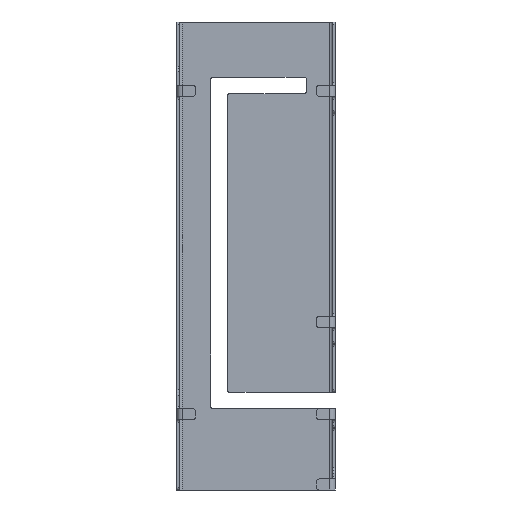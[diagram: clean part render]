
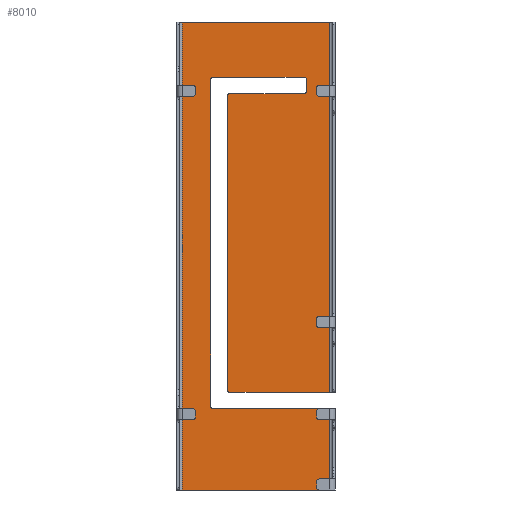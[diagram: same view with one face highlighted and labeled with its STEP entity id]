
A CAD part, front view. The second image highlights one B-rep face of the part: STEP entity #8010.
In plain terms, the highlighted planar face has unit normal (0, -1, 0).
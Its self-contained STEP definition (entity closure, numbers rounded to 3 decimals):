
#29 = EDGE_CURVE ( 'NONE', #12816, #2679, #7882, .T. ) ;
#56 = EDGE_CURVE ( 'NONE', #634, #7333, #14293, .T. ) ;
#71 = VERTEX_POINT ( 'NONE', #9174 ) ;
#284 = ORIENTED_EDGE ( 'NONE', *, *, #14227, .F. ) ;
#319 = LINE ( 'NONE', #2839, #1627 ) ;
#500 = DIRECTION ( 'NONE',  ( 1., 0., 0. ) ) ;
#580 = EDGE_CURVE ( 'NONE', #14965, #6984, #8556, .T. ) ;
#628 = CIRCLE ( 'NONE', #2282, 0.2 ) ;
#634 = VERTEX_POINT ( 'NONE', #12298 ) ;
#1028 = EDGE_CURVE ( 'NONE', #11995, #9808, #4821, .T. ) ;
#1033 = DIRECTION ( 'NONE',  ( 0., 0., 1. ) ) ;
#1247 = CARTESIAN_POINT ( 'NONE',  ( 3.5, 4.729, 11.8 ) ) ;
#1297 = DIRECTION ( 'NONE',  ( 0., 0., -1. ) ) ;
#1306 = CARTESIAN_POINT ( 'NONE',  ( -3.3, 4.729, 12.8 ) ) ;
#1393 = EDGE_CURVE ( 'NONE', #2687, #14965, #13550, .T. ) ;
#1438 = CARTESIAN_POINT ( 'NONE',  ( -1.9, 4.729, 11.6 ) ) ;
#1627 = VECTOR ( 'NONE', #4229, 1000. ) ;
#2180 = CARTESIAN_POINT ( 'NONE',  ( -1.9, 4.729, 11.8 ) ) ;
#2282 = AXIS2_PLACEMENT_3D ( 'NONE', #8860, #16670, #11293 ) ;
#2306 = ORIENTED_EDGE ( 'NONE', *, *, #4099, .F. ) ;
#2358 = CARTESIAN_POINT ( 'NONE',  ( 3.7, 4.729, 12. ) ) ;
#2416 = LINE ( 'NONE', #10467, #8633 ) ;
#2454 = VECTOR ( 'NONE', #500, 1000. ) ;
#2550 = VECTOR ( 'NONE', #3199, 1000. ) ;
#2679 = VERTEX_POINT ( 'NONE', #15583 ) ;
#2687 = VERTEX_POINT ( 'NONE', #11669 ) ;
#2693 = DIRECTION ( 'NONE',  ( 0., -1., 0. ) ) ;
#2839 = CARTESIAN_POINT ( 'NONE',  ( 5.364, 4.729, -10.9 ) ) ;
#3078 = PLANE ( 'NONE',  #3886 ) ;
#3096 = CARTESIAN_POINT ( 'NONE',  ( 7.836, 4.729, 17. ) ) ;
#3199 = DIRECTION ( 'NONE',  ( 1., 0., 0. ) ) ;
#3276 = ORIENTED_EDGE ( 'NONE', *, *, #1028, .F. ) ;
#3282 = DIRECTION ( 'NONE',  ( 0., -1., 0. ) ) ;
#3328 = VERTEX_POINT ( 'NONE', #16656 ) ;
#3374 = LINE ( 'NONE', #12658, #2550 ) ;
#3420 = ORIENTED_EDGE ( 'NONE', *, *, #5880, .F. ) ;
#3578 = DIRECTION ( 'NONE',  ( -1., 0., 0. ) ) ;
#3754 = EDGE_CURVE ( 'NONE', #7333, #3328, #16036, .T. ) ;
#3886 = AXIS2_PLACEMENT_3D ( 'NONE', #9660, #8358, #8199 ) ;
#4099 = EDGE_CURVE ( 'NONE', #16233, #16450, #7644, .T. ) ;
#4189 = VERTEX_POINT ( 'NONE', #12336 ) ;
#4224 = FACE_OUTER_BOUND ( 'NONE', #16610, .T. ) ;
#4229 = DIRECTION ( 'NONE',  ( 0., 0., 1. ) ) ;
#4273 = VECTOR ( 'NONE', #1033, 1000. ) ;
#4689 = CARTESIAN_POINT ( 'NONE',  ( -5.364, 4.729, 17. ) ) ;
#4723 = VECTOR ( 'NONE', #3578, 1000. ) ;
#4821 = LINE ( 'NONE', #11747, #11643 ) ;
#4955 = VECTOR ( 'NONE', #11882, 1000. ) ;
#4963 = CARTESIAN_POINT ( 'NONE',  ( -7.4, 4.729, -17. ) ) ;
#5078 = LINE ( 'NONE', #10188, #6151 ) ;
#5534 = CARTESIAN_POINT ( 'NONE',  ( -2.924, 4.729, 13. ) ) ;
#5565 = CARTESIAN_POINT ( 'NONE',  ( 3.5, 4.729, 13. ) ) ;
#5790 = ORIENTED_EDGE ( 'NONE', *, *, #29, .F. ) ;
#5818 = DIRECTION ( 'NONE',  ( 0., 0., 1. ) ) ;
#5855 = ORIENTED_EDGE ( 'NONE', *, *, #3754, .F. ) ;
#5880 = EDGE_CURVE ( 'NONE', #9808, #13977, #11144, .T. ) ;
#6151 = VECTOR ( 'NONE', #15574, 1000. ) ;
#6218 = CARTESIAN_POINT ( 'NONE',  ( 5.364, 4.729, -11.1 ) ) ;
#6472 = DIRECTION ( 'NONE',  ( 0., 1., 0. ) ) ;
#6727 = AXIS2_PLACEMENT_3D ( 'NONE', #1438, #6472, #8026 ) ;
#6798 = CARTESIAN_POINT ( 'NONE',  ( 5.364, 4.729, 17. ) ) ;
#6812 = AXIS2_PLACEMENT_3D ( 'NONE', #8053, #14825, #1297 ) ;
#6926 = VERTEX_POINT ( 'NONE', #6218 ) ;
#6984 = VERTEX_POINT ( 'NONE', #6798 ) ;
#7206 = EDGE_CURVE ( 'NONE', #71, #2687, #15633, .T. ) ;
#7333 = VERTEX_POINT ( 'NONE', #5565 ) ;
#7350 = CARTESIAN_POINT ( 'NONE',  ( -3.1, 4.729, 12.8 ) ) ;
#7612 = VECTOR ( 'NONE', #5818, 1000. ) ;
#7644 = CIRCLE ( 'NONE', #11516, 0.2 ) ;
#7686 = AXIS2_PLACEMENT_3D ( 'NONE', #7350, #3282, #16210 ) ;
#7866 = CARTESIAN_POINT ( 'NONE',  ( -2.1, 4.729, 11.6 ) ) ;
#7882 = LINE ( 'NONE', #9264, #9016 ) ;
#8010 = ADVANCED_FACE ( 'NONE', ( #4224 ), #3078, .F. ) ;
#8026 = DIRECTION ( 'NONE',  ( 0., 0., 1. ) ) ;
#8053 = CARTESIAN_POINT ( 'NONE',  ( 3.5, 4.729, 12.8 ) ) ;
#8199 = DIRECTION ( 'NONE',  ( -1., 0., 0. ) ) ;
#8358 = DIRECTION ( 'NONE',  ( 0., 1., 0. ) ) ;
#8410 = CARTESIAN_POINT ( 'NONE',  ( -5.364, 4.729, -10.9 ) ) ;
#8556 = LINE ( 'NONE', #3096, #2454 ) ;
#8621 = ORIENTED_EDGE ( 'NONE', *, *, #13511, .T. ) ;
#8633 = VECTOR ( 'NONE', #13085, 1000. ) ;
#8706 = ORIENTED_EDGE ( 'NONE', *, *, #14380, .F. ) ;
#8742 = EDGE_CURVE ( 'NONE', #3328, #14142, #15176, .T. ) ;
#8860 = CARTESIAN_POINT ( 'NONE',  ( -1.9, 4.729, -9.7 ) ) ;
#9016 = VECTOR ( 'NONE', #13356, 1000. ) ;
#9041 = CARTESIAN_POINT ( 'NONE',  ( 3.5, 4.729, 12. ) ) ;
#9174 = CARTESIAN_POINT ( 'NONE',  ( 5.364, 4.729, -17. ) ) ;
#9264 = CARTESIAN_POINT ( 'NONE',  ( -1.9, 4.729, -9.9 ) ) ;
#9360 = CARTESIAN_POINT ( 'NONE',  ( -3.1, 4.729, -10.9 ) ) ;
#9660 = CARTESIAN_POINT ( 'NONE',  ( -3.1, 4.729, -10.9 ) ) ;
#9808 = VERTEX_POINT ( 'NONE', #7866 ) ;
#10160 = CARTESIAN_POINT ( 'NONE',  ( 5.364, 4.729, -9.9 ) ) ;
#10188 = CARTESIAN_POINT ( 'NONE',  ( 5.364, 4.729, -10.9 ) ) ;
#10467 = CARTESIAN_POINT ( 'NONE',  ( -1.9, 4.729, 11.8 ) ) ;
#10789 = EDGE_CURVE ( 'NONE', #16450, #634, #11340, .T. ) ;
#10889 = ORIENTED_EDGE ( 'NONE', *, *, #8742, .F. ) ;
#11072 = ORIENTED_EDGE ( 'NONE', *, *, #11337, .F. ) ;
#11102 = ORIENTED_EDGE ( 'NONE', *, *, #1393, .F. ) ;
#11144 = CIRCLE ( 'NONE', #6727, 0.2 ) ;
#11293 = DIRECTION ( 'NONE',  ( 0., 0., 1. ) ) ;
#11337 = EDGE_CURVE ( 'NONE', #2679, #11995, #628, .T. ) ;
#11340 = LINE ( 'NONE', #15431, #4273 ) ;
#11516 = AXIS2_PLACEMENT_3D ( 'NONE', #9041, #13051, #15731 ) ;
#11611 = ORIENTED_EDGE ( 'NONE', *, *, #10789, .F. ) ;
#11643 = VECTOR ( 'NONE', #17032, 1000. ) ;
#11669 = CARTESIAN_POINT ( 'NONE',  ( -5.364, 4.729, -17. ) ) ;
#11747 = CARTESIAN_POINT ( 'NONE',  ( -2.1, 4.729, -9.7 ) ) ;
#11882 = DIRECTION ( 'NONE',  ( 0., 0., -1. ) ) ;
#11995 = VERTEX_POINT ( 'NONE', #13587 ) ;
#12298 = CARTESIAN_POINT ( 'NONE',  ( 3.7, 4.729, 12.8 ) ) ;
#12336 = CARTESIAN_POINT ( 'NONE',  ( -3.1, 4.729, -11.1 ) ) ;
#12658 = CARTESIAN_POINT ( 'NONE',  ( -3.1, 4.729, -11.1 ) ) ;
#12730 = VERTEX_POINT ( 'NONE', #12867 ) ;
#12816 = VERTEX_POINT ( 'NONE', #10160 ) ;
#12867 = CARTESIAN_POINT ( 'NONE',  ( -3.3, 4.729, -10.9 ) ) ;
#12924 = VECTOR ( 'NONE', #13435, 1000. ) ;
#13051 = DIRECTION ( 'NONE',  ( 0., -1., 0. ) ) ;
#13085 = DIRECTION ( 'NONE',  ( 1., 0., 0. ) ) ;
#13280 = DIRECTION ( 'NONE',  ( 0., 0., -1. ) ) ;
#13356 = DIRECTION ( 'NONE',  ( -1., 0., 0. ) ) ;
#13435 = DIRECTION ( 'NONE',  ( -1., 0., 0. ) ) ;
#13511 = EDGE_CURVE ( 'NONE', #71, #6926, #319, .T. ) ;
#13550 = LINE ( 'NONE', #8410, #7612 ) ;
#13587 = CARTESIAN_POINT ( 'NONE',  ( -2.1, 4.729, -9.7 ) ) ;
#13927 = ORIENTED_EDGE ( 'NONE', *, *, #14103, .F. ) ;
#13977 = VERTEX_POINT ( 'NONE', #2180 ) ;
#14062 = EDGE_CURVE ( 'NONE', #14142, #12730, #14575, .T. ) ;
#14103 = EDGE_CURVE ( 'NONE', #12730, #4189, #15565, .T. ) ;
#14142 = VERTEX_POINT ( 'NONE', #14491 ) ;
#14227 = EDGE_CURVE ( 'NONE', #4189, #6926, #3374, .T. ) ;
#14293 = CIRCLE ( 'NONE', #6812, 0.2 ) ;
#14380 = EDGE_CURVE ( 'NONE', #13977, #16233, #2416, .T. ) ;
#14491 = CARTESIAN_POINT ( 'NONE',  ( -3.3, 4.729, 12.8 ) ) ;
#14575 = LINE ( 'NONE', #1306, #4955 ) ;
#14594 = EDGE_CURVE ( 'NONE', #12816, #6984, #5078, .T. ) ;
#14771 = ORIENTED_EDGE ( 'NONE', *, *, #56, .F. ) ;
#14825 = DIRECTION ( 'NONE',  ( 0., -1., 0. ) ) ;
#14965 = VERTEX_POINT ( 'NONE', #4689 ) ;
#14975 = ORIENTED_EDGE ( 'NONE', *, *, #14062, .F. ) ;
#15176 = CIRCLE ( 'NONE', #7686, 0.2 ) ;
#15296 = AXIS2_PLACEMENT_3D ( 'NONE', #9360, #2693, #13280 ) ;
#15431 = CARTESIAN_POINT ( 'NONE',  ( 3.7, 4.729, 12.8 ) ) ;
#15565 = CIRCLE ( 'NONE', #15296, 0.2 ) ;
#15574 = DIRECTION ( 'NONE',  ( 0., 0., 1. ) ) ;
#15583 = CARTESIAN_POINT ( 'NONE',  ( -1.9, 4.729, -9.9 ) ) ;
#15633 = LINE ( 'NONE', #4963, #4723 ) ;
#15731 = DIRECTION ( 'NONE',  ( 0., 0., 1. ) ) ;
#16036 = LINE ( 'NONE', #5534, #12924 ) ;
#16210 = DIRECTION ( 'NONE',  ( 0., 0., 1. ) ) ;
#16233 = VERTEX_POINT ( 'NONE', #1247 ) ;
#16300 = ORIENTED_EDGE ( 'NONE', *, *, #14594, .T. ) ;
#16450 = VERTEX_POINT ( 'NONE', #2358 ) ;
#16610 = EDGE_LOOP ( 'NONE', ( #11102, #16706, #8621, #284, #13927, #14975, #10889, #5855, #14771, #11611, #2306, #8706, #3420, #3276, #11072, #5790, #16300, #16920 ) ) ;
#16656 = CARTESIAN_POINT ( 'NONE',  ( -3.1, 4.729, 13. ) ) ;
#16670 = DIRECTION ( 'NONE',  ( 0., 1., 0. ) ) ;
#16706 = ORIENTED_EDGE ( 'NONE', *, *, #7206, .F. ) ;
#16920 = ORIENTED_EDGE ( 'NONE', *, *, #580, .F. ) ;
#17032 = DIRECTION ( 'NONE',  ( 0., 0., 1. ) ) ;
